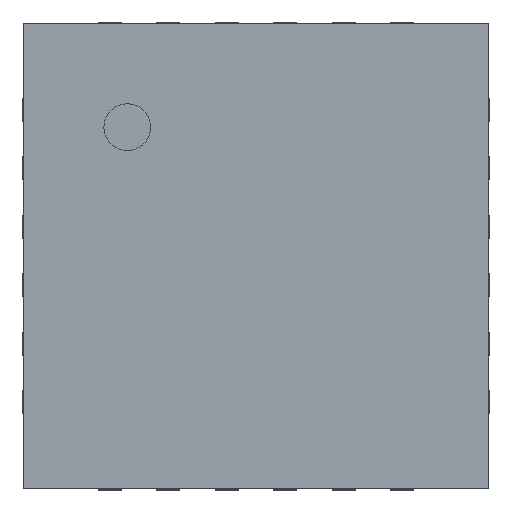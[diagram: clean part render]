
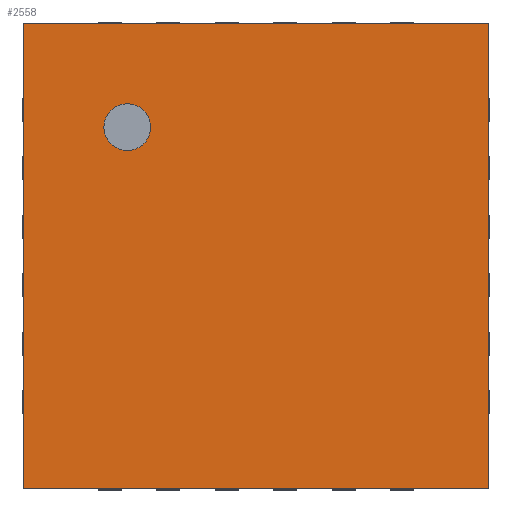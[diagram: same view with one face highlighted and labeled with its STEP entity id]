
A CAD part, top view. The second image highlights one B-rep face of the part: STEP entity #2558.
In plain terms, the highlighted planar face has unit normal (0, 0, 1).
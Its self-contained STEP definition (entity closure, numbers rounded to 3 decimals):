
#13=DIRECTION('',(0.,0.,1.));
#117=DIRECTION('',(0.,0.,-1.));
#148=VECTOR('',#149,1.);
#149=DIRECTION('',(1.,0.,0.));
#155=VECTOR('',#156,1.);
#156=DIRECTION('',(0.,-1.,0.));
#701=ORIENTED_EDGE('',*,*,#702,.F.);
#702=EDGE_CURVE('',#703,#705,#707,.T.);
#703=VERTEX_POINT('',#704);
#704=CARTESIAN_POINT('',(-1.985,1.985,0.78));
#705=VERTEX_POINT('',#706);
#706=CARTESIAN_POINT('',(1.985,1.985,0.78));
#707=LINE('',#704,#148);
#822=ORIENTED_EDGE('',*,*,#823,.T.);
#823=EDGE_CURVE('',#703,#824,#826,.T.);
#824=VERTEX_POINT('',#825);
#825=CARTESIAN_POINT('',(-1.985,-1.985,0.78));
#826=LINE('',#704,#155);
#1624=EDGE_CURVE('',#705,#1625,#1627,.T.);
#1625=VERTEX_POINT('',#1626);
#1626=CARTESIAN_POINT('',(1.985,-1.985,0.78));
#1627=LINE('',#706,#155);
#1733=EDGE_CURVE('',#824,#1625,#1734,.T.);
#1734=LINE('',#825,#148);
#2558=ADVANCED_FACE('',(#2559,#2563),#2572,.T.);
#2559=FACE_BOUND('',#2560,.T.);
#2560=EDGE_LOOP('',(#701,#822,#2561,#2562));
#2561=ORIENTED_EDGE('',*,*,#1733,.T.);
#2562=ORIENTED_EDGE('',*,*,#1624,.F.);
#2563=FACE_BOUND('',#2564,.T.);
#2564=EDGE_LOOP('',(#2565));
#2565=ORIENTED_EDGE('',*,*,#2566,.T.);
#2566=EDGE_CURVE('',#2567,#2567,#2569,.T.);
#2567=VERTEX_POINT('',#2568);
#2568=CARTESIAN_POINT('',(-1.1,0.9,0.78));
#2569=CIRCLE('',#2570,0.2);
#2570=AXIS2_PLACEMENT_3D('',#2571,#117,#156);
#2571=CARTESIAN_POINT('',(-1.1,1.1,0.78));
#2572=PLANE('',#2573);
#2573=AXIS2_PLACEMENT_3D('',#704,#13,#156);
